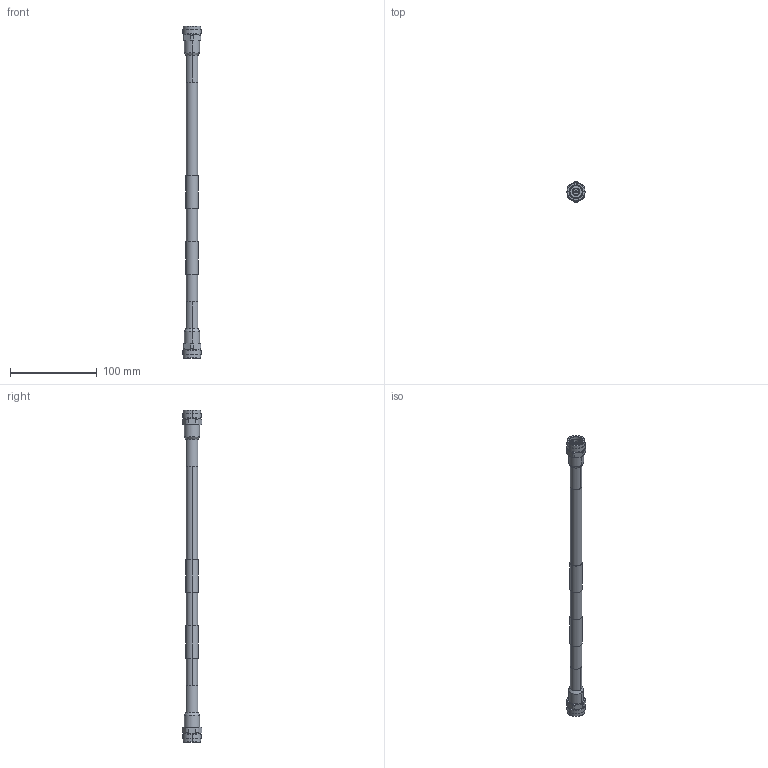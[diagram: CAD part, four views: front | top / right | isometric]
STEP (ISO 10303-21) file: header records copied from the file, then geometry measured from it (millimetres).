
FILE_DESCRIPTION (( 'STEP AP214' ), '1' );
FILE_NAME ('LCCA31024.step', '2022-10-04T19:15:36', ( '' ), ( '' ), 'SwSTEP 2.0', 'SolidWorks 2021', '' );
FILE_SCHEMA (( 'AUTOMOTIVE_DESIGN' ));
Length unit declared in the file: inch
Products named in the file (3): LCCA31024; TC-500-NM-LP^LCCA31024_Heat Shrink; SPO-500^LCCA31024_SPO-500
Assembly tree (3 placements, depth 2):
  LCCA31024
    SPO-500^LCCA31024_SPO-500
    TC-500-NM-LP^LCCA31024_Heat Shrink  x2
Bounding box: 20.92 x 22.59 x 383.5 mm (x, y, z)
Volume: 62408.7 mm3; surface area: 27862.3 mm2
Topology: 5 solids, 5 shells, 208 faces, 520 edges, 336 vertices
Faces by surface type: cylinder 80, plane 68, cone 46, bspline 14
Entity records: 4599 total; most frequent: CARTESIAN_POINT 1776, DIRECTION 551, ORIENTED_EDGE 550, EDGE_CURVE 275, AXIS2_PLACEMENT_3D 225, VERTEX_POINT 178, EDGE_LOOP 123, CIRCLE 114
